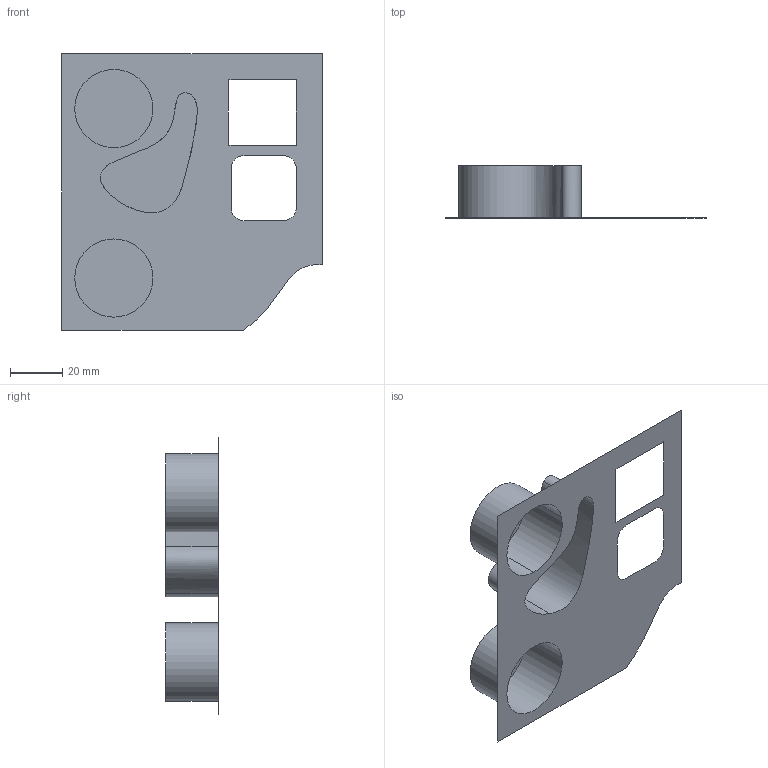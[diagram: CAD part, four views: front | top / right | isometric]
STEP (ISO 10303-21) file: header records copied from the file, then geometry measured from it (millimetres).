
FILE_DESCRIPTION(('Open CASCADE Model'),'2;1');
FILE_NAME('Open CASCADE Shape Model','2023-07-03T19:59:34',( 'Analysis Situs'),('Analysis Situs'), 'Open CASCADE STEP processor 7.6','Analysis Situs 1.2.0dev','Unknown' );
FILE_SCHEMA(('AUTOMOTIVE_DESIGN { 1 0 10303 214 1 1 1 1 }'));
Length unit declared in the file: millimetre
Products named in the file (1): Open CASCADE STEP translator 7.6 2
Bounding box: 100 x 20 x 106 mm (x, y, z)
Surface area: 15287.4 mm2 (no closed solid volume)
Topology: 0 solids, 1 shells, 10 faces, 37 edges, 31 vertices
Faces by surface type: plane 4, cylinder 3, bspline 3
Full cylindrical faces by diameter (mm): 30 x1
Entity records: 1206 total; most frequent: CARTESIAN_POINT 619, DIRECTION 93, ORIENTED_EDGE 55, PCURVE 55, DEFINITIONAL_REPRESENTATION 55, LINE 54, VECTOR 54, EDGE_CURVE 37
